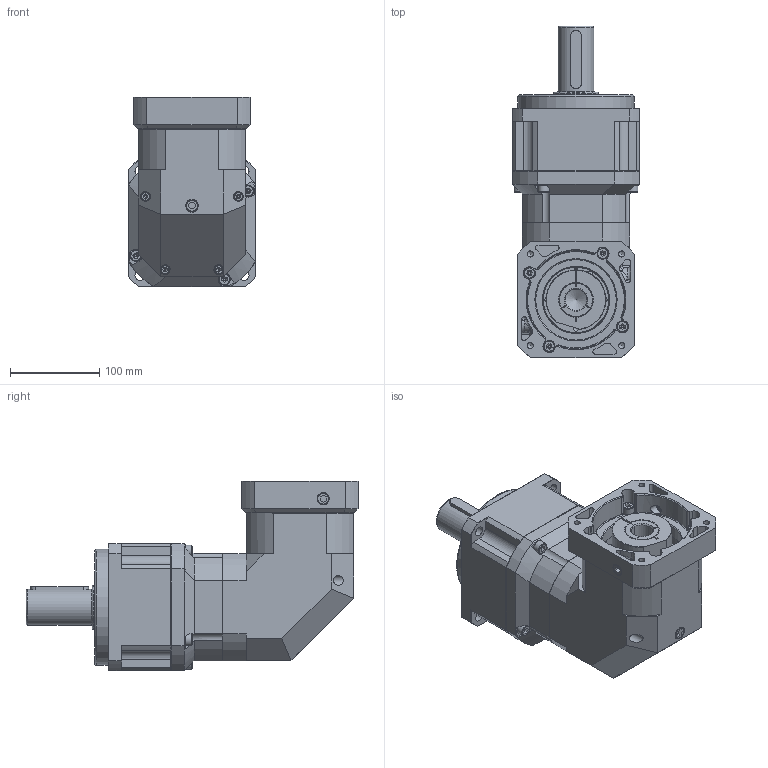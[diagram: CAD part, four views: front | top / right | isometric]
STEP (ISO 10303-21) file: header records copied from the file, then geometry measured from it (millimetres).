
FILE_DESCRIPTION((''),'2;1');
FILE_NAME('KSBL-142-2.stp','2013-09-12T16:39:09',('young'),(''),'Autodesk Inventor 2012','Autodesk Inventor 2012','');
FILE_SCHEMA(('AUTOMOTIVE_DESIGN { 1 0 10303 214 1 1 1 1 }'));
Length unit declared in the file: millimetre
Products named in the file (1): KSBL-142-2
Bounding box: 142 x 371.5 x 212 mm (x, y, z)
Volume: 4313384 mm3; surface area: 457125.5 mm2
Topology: 27 solids, 27 shells, 908 faces, 2253 edges, 1459 vertices
Faces by surface type: plane 488, cylinder 220, cone 126, bspline 42, torus 30, sphere 2
Full cylindrical faces by diameter (mm): 5 x8, 6 x4, 6.8 x16, 8 x14, 8.5 x4, 9 x1, 10 x4, 10.2 x1, 11 x8, 11.125 x2, 12 x1, 13 x12, 24.2 x1, 25 x1, 38.4 x1, 39.8 x1, 40 x2, 49.8 x1, 50 x1, 55 x3, 58 x1, 68 x1, 69 x1, 72 x3, 75 x2, 90 x1, 95 x1, 105 x3, 130 x1
Entity records: 34014 total; most frequent: CARTESIAN_POINT 13727, DIRECTION 4098, ORIENTED_EDGE 3972, EDGE_CURVE 1986, AXIS2_PLACEMENT_3D 1552, VERTEX_POINT 1400, EDGE_LOOP 1228, VECTOR 994
